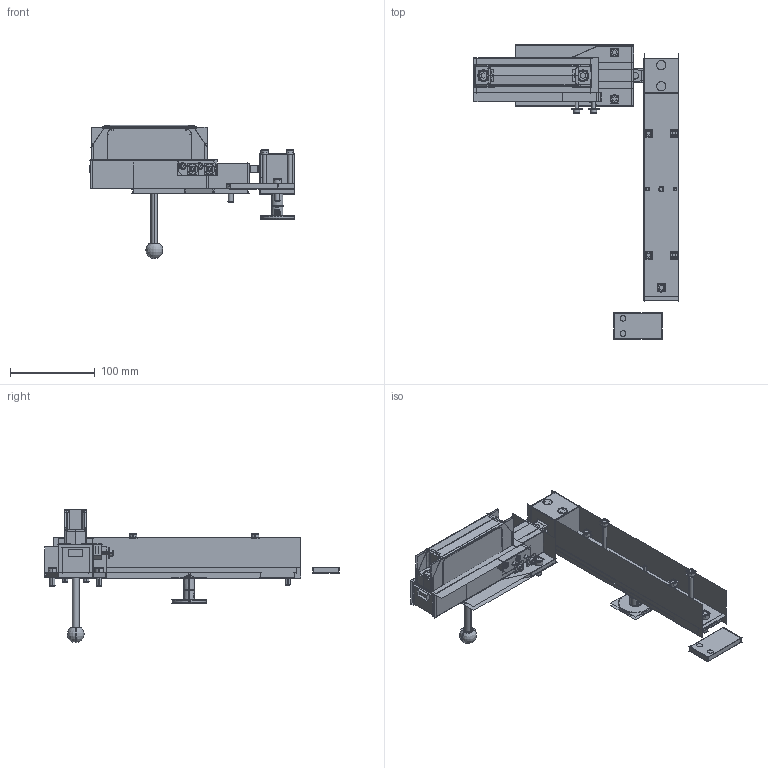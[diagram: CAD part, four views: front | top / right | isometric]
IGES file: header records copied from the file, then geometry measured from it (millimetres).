
Start section:  PTC IGES file: 222824.igs
Global section: file name: 222824.igs; native system: Creo Parametric by PTC Inc.; preprocessor: 2019292; author: PDMAdmin; organization: Unknown; date: 20210422.083437; units: millimetre
Bounding box: 242.7 x 347 x 157.12 mm (x, y, z)
Volume: 446387.5 mm3; surface area: 886482.7 mm2
Topology: 7 solids, 9 shells, 1614 faces, 8710 edges, 11428 vertices
Faces by surface type: revolution 820, bspline 794
